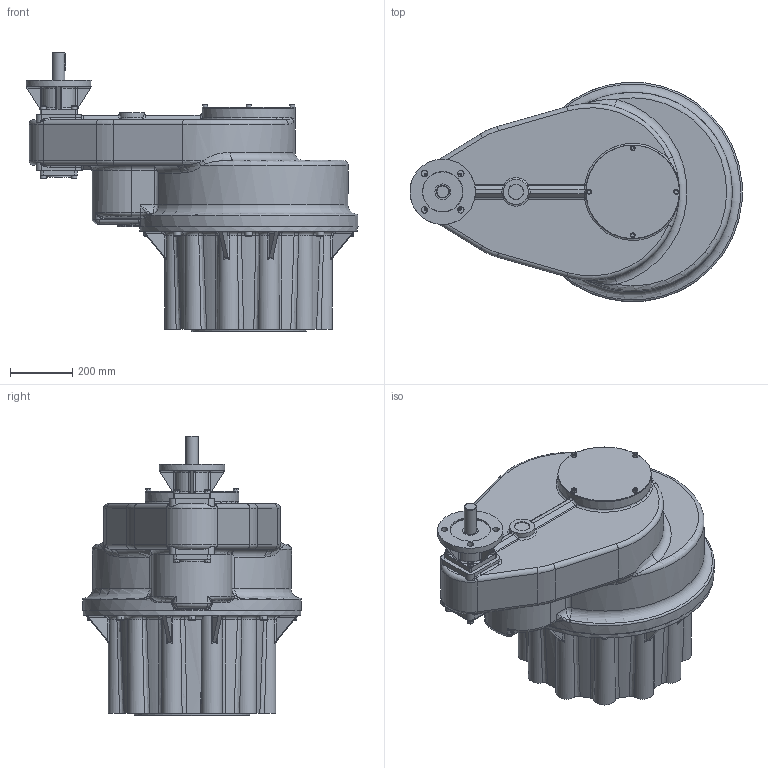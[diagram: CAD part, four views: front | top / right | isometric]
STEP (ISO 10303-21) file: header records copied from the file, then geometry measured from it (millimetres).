
FILE_DESCRIPTION( ( 'Unknown' ), '1' );
FILE_NAME( 'PUBIS20-F16-F48_simplified.stp', 'Unknown', ( 'Unknown' ), ( 'Unknown' ), 'PSStep 15.0.49', 'Unknown', ' ' );
FILE_SCHEMA( ( 'AUTOMOTIVE_DESIGN { 1 0 10303 214 1 1 1 1 }' ) );
Length unit declared in the file: millimetre
Products named in the file (31): 1; 2; 3; 4; 5; 6; 7; 8; 9; 10; 11; 12; 13; 14; 15; 16; 17; 18; 19; 20; 21; 22; 23; 24; 25; 26; 27; 28; 29; 30; 31
Bounding box: 1066.33 x 704.31 x 897.73 mm (x, y, z)
Surface area: 3143827.5 mm2 (no closed solid volume)
Topology: 0 solids, 775 shells, 775 faces, 3655 edges, 3524 vertices
Faces by surface type: plane 277, cylinder 197, bspline 129, torus 83, cone 59, sphere 30
Full cylindrical faces by diameter (mm): 16 x4, 18 x8, 20.5 x4, 24 x8, 31.67 x12, 40 x1, 50 x1, 60 x1, 80 x2, 130 x1, 210 x1, 280 x2, 300 x2, 370 x1, 389.92 x1, 700 x1
Entity records: 80883 total; most frequent: CARTESIAN_POINT 48517, DIRECTION 5297, VERTEX_POINT 3479, ORIENTED_EDGE 3467, EDGE_CURVE 3467, AXIS2_PLACEMENT_3D 1983, LINE 1331, VECTOR 1331
